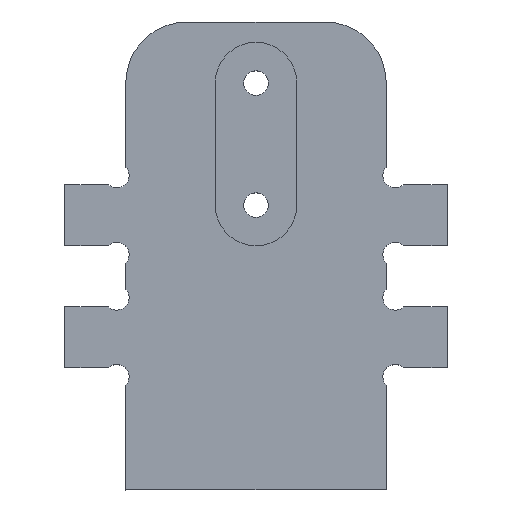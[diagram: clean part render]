
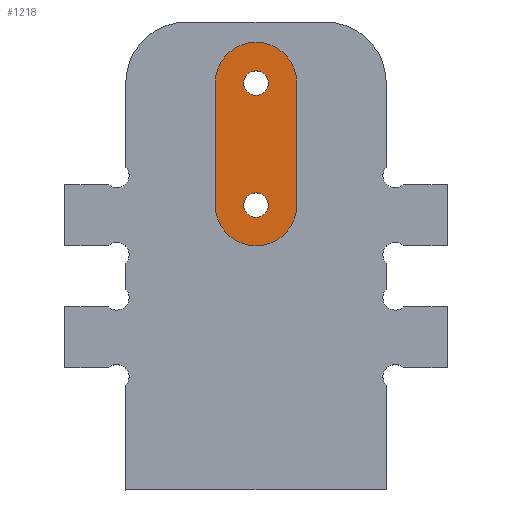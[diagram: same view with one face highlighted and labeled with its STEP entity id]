
A CAD part, top view. The second image highlights one B-rep face of the part: STEP entity #1218.
In plain terms, the highlighted planar face has unit normal (0, 0, 1).
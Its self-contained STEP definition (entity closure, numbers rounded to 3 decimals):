
#19=FACE_BOUND('',#159,.T.);
#20=FACE_BOUND('',#160,.T.);
#25=CIRCLE('',#1296,10.);
#27=CIRCLE('',#1300,10.);
#28=CIRCLE('',#1302,3.005);
#29=CIRCLE('',#1303,3.005);
#94=FACE_OUTER_BOUND('',#158,.T.);
#158=EDGE_LOOP('',(#822,#823,#824,#825));
#159=EDGE_LOOP('',(#826));
#160=EDGE_LOOP('',(#827));
#225=LINE('',#1772,#364);
#230=LINE('',#1785,#369);
#364=VECTOR('',#1410,10.);
#369=VECTOR('',#1423,10.);
#503=VERTEX_POINT('',#1769);
#504=VERTEX_POINT('',#1771);
#506=VERTEX_POINT('',#1777);
#508=VERTEX_POINT('',#1783);
#509=VERTEX_POINT('',#1790);
#510=VERTEX_POINT('',#1792);
#625=EDGE_CURVE('',#503,#504,#225,.T.);
#629=EDGE_CURVE('',#506,#503,#25,.T.);
#632=EDGE_CURVE('',#508,#506,#230,.T.);
#634=EDGE_CURVE('',#504,#508,#27,.T.);
#635=EDGE_CURVE('',#509,#509,#28,.T.);
#636=EDGE_CURVE('',#510,#510,#29,.T.);
#822=ORIENTED_EDGE('',*,*,#634,.F.);
#823=ORIENTED_EDGE('',*,*,#625,.F.);
#824=ORIENTED_EDGE('',*,*,#629,.F.);
#825=ORIENTED_EDGE('',*,*,#632,.F.);
#826=ORIENTED_EDGE('',*,*,#635,.F.);
#827=ORIENTED_EDGE('',*,*,#636,.F.);
#1174=PLANE('',#1301);
#1218=ADVANCED_FACE('',(#94,#19,#20),#1174,.F.);
#1296=AXIS2_PLACEMENT_3D('',#1779,#1417,#1418);
#1300=AXIS2_PLACEMENT_3D('',#1788,#1428,#1429);
#1301=AXIS2_PLACEMENT_3D('',#1789,#1430,#1431);
#1302=AXIS2_PLACEMENT_3D('',#1791,#1432,#1433);
#1303=AXIS2_PLACEMENT_3D('',#1793,#1434,#1435);
#1410=DIRECTION('',(0.,1.,0.));
#1417=DIRECTION('center_axis',(0.,0.,
-1.));
#1418=DIRECTION('ref_axis',(1.,0.001,0.));
#1423=DIRECTION('',(0.,-1.,0.));
#1428=DIRECTION('center_axis',(0.,0.,
-1.));
#1429=DIRECTION('ref_axis',(-1.,0.,0.));
#1430=DIRECTION('center_axis',(0.,0.,
-1.));
#1431=DIRECTION('ref_axis',(1.,0.,0.));
#1432=DIRECTION('center_axis',(0.,0.,
1.));
#1433=DIRECTION('ref_axis',(1.,0.,0.));
#1434=DIRECTION('center_axis',(0.,0.,
1.));
#1435=DIRECTION('ref_axis',(1.,0.,0.));
#1769=CARTESIAN_POINT('',(31.535,89.404,-3.278));
#1771=CARTESIAN_POINT('',(31.535,119.404,-3.278));
#1772=CARTESIAN_POINT('',(31.535,119.404,-3.278));
#1777=CARTESIAN_POINT('',(51.535,89.411,-3.278));
#1779=CARTESIAN_POINT('Origin',(41.535,89.404,-3.278));
#1783=CARTESIAN_POINT('',(51.535,119.404,-3.278));
#1785=CARTESIAN_POINT('',(51.535,119.404,-3.278));
#1788=CARTESIAN_POINT('Origin',(41.535,119.404,-3.278));
#1789=CARTESIAN_POINT('Origin',(41.535,104.404,-3.278));
#1790=CARTESIAN_POINT('',(38.53,119.404,-3.278));
#1791=CARTESIAN_POINT('Origin',(41.535,119.404,-3.278));
#1792=CARTESIAN_POINT('',(38.53,89.404,-3.278));
#1793=CARTESIAN_POINT('Origin',(41.535,89.404,-3.278));
